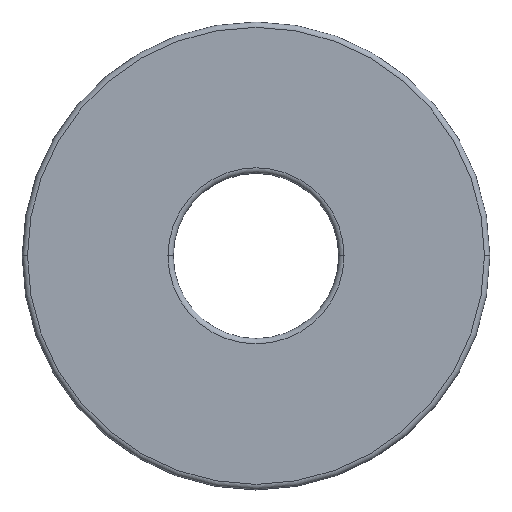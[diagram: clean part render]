
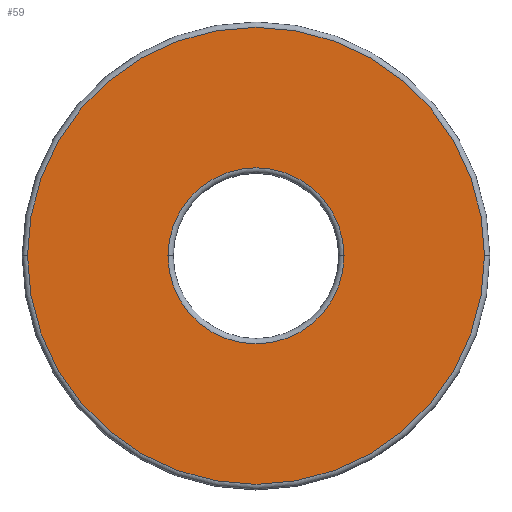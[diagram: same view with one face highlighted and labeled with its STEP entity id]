
A CAD part, top view. The second image highlights one B-rep face of the part: STEP entity #59.
In plain terms, the highlighted planar face has unit normal (0, 0, 1).
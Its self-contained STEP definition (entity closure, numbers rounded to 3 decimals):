
#12 = DIRECTION ( 'NONE',  ( 0., 0., 1. ) ) ;
#19 = AXIS2_PLACEMENT_3D ( 'NONE', #45, #12, #426 ) ;
#23 = CIRCLE ( 'NONE', #444, 49.5 ) ;
#29 = VERTEX_POINT ( 'NONE', #294 ) ;
#31 = ORIENTED_EDGE ( 'NONE', *, *, #355, .T. ) ;
#33 = CARTESIAN_POINT ( 'NONE',  ( -49.5, 0., 98. ) ) ;
#39 = CARTESIAN_POINT ( 'NONE',  ( 0., 0., 98. ) ) ;
#45 = CARTESIAN_POINT ( 'NONE',  ( 0., 0., 98. ) ) ;
#53 = DIRECTION ( 'NONE',  ( 1., 0., 0. ) ) ;
#59 = ADVANCED_FACE ( 'NONE', ( #277, #309 ), #219, .T. ) ;
#78 = CARTESIAN_POINT ( 'NONE',  ( 128.5, 0., 98. ) ) ;
#79 = CIRCLE ( 'NONE', #308, 49.5 ) ;
#123 = AXIS2_PLACEMENT_3D ( 'NONE', #156, #437, #250 ) ;
#156 = CARTESIAN_POINT ( 'NONE',  ( 0., 0., 98. ) ) ;
#166 = EDGE_CURVE ( 'NONE', #259, #451, #202, .T. ) ;
#201 = ORIENTED_EDGE ( 'NONE', *, *, #263, .T. ) ;
#202 = CIRCLE ( 'NONE', #123, 128.5 ) ;
#205 = DIRECTION ( 'NONE',  ( 0., 0., -1. ) ) ;
#219 = PLANE ( 'NONE',  #19 ) ;
#229 = CARTESIAN_POINT ( 'NONE',  ( -128.5, 0., 98. ) ) ;
#237 = ORIENTED_EDGE ( 'NONE', *, *, #166, .T. ) ;
#240 = EDGE_LOOP ( 'NONE', ( #201, #237 ) ) ;
#250 = DIRECTION ( 'NONE',  ( 1., 0., 0. ) ) ;
#253 = ORIENTED_EDGE ( 'NONE', *, *, #317, .T. ) ;
#259 = VERTEX_POINT ( 'NONE', #229 ) ;
#263 = EDGE_CURVE ( 'NONE', #451, #259, #273, .T. ) ;
#273 = CIRCLE ( 'NONE', #440, 128.5 ) ;
#277 = FACE_BOUND ( 'NONE', #435, .T. ) ;
#294 = CARTESIAN_POINT ( 'NONE',  ( 49.5, 0., 98. ) ) ;
#300 = CARTESIAN_POINT ( 'NONE',  ( 0., 0., 98. ) ) ;
#308 = AXIS2_PLACEMENT_3D ( 'NONE', #300, #205, #409 ) ;
#309 = FACE_OUTER_BOUND ( 'NONE', #240, .T. ) ;
#317 = EDGE_CURVE ( 'NONE', #431, #29, #23, .T. ) ;
#328 = DIRECTION ( 'NONE',  ( 1., 0., 0. ) ) ;
#355 = EDGE_CURVE ( 'NONE', #29, #431, #79, .T. ) ;
#359 = DIRECTION ( 'NONE',  ( 0., 0., 1. ) ) ;
#377 = DIRECTION ( 'NONE',  ( 0., 0., -1. ) ) ;
#394 = CARTESIAN_POINT ( 'NONE',  ( 0., 0., 98. ) ) ;
#409 = DIRECTION ( 'NONE',  ( 1., 0., 0. ) ) ;
#426 = DIRECTION ( 'NONE',  ( 1., 0., 0. ) ) ;
#431 = VERTEX_POINT ( 'NONE', #33 ) ;
#435 = EDGE_LOOP ( 'NONE', ( #31, #253 ) ) ;
#437 = DIRECTION ( 'NONE',  ( 0., 0., 1. ) ) ;
#440 = AXIS2_PLACEMENT_3D ( 'NONE', #394, #359, #53 ) ;
#444 = AXIS2_PLACEMENT_3D ( 'NONE', #39, #377, #328 ) ;
#451 = VERTEX_POINT ( 'NONE', #78 ) ;
